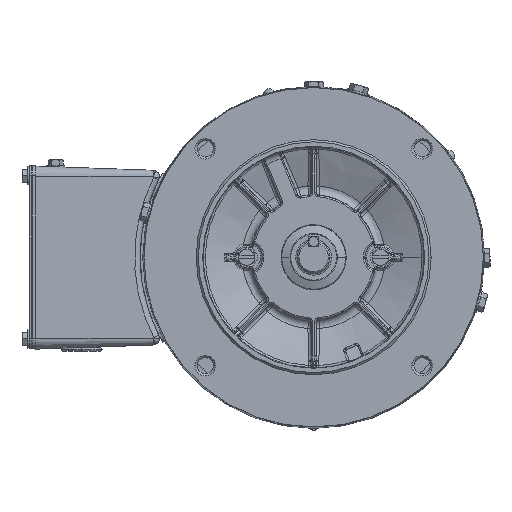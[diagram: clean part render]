
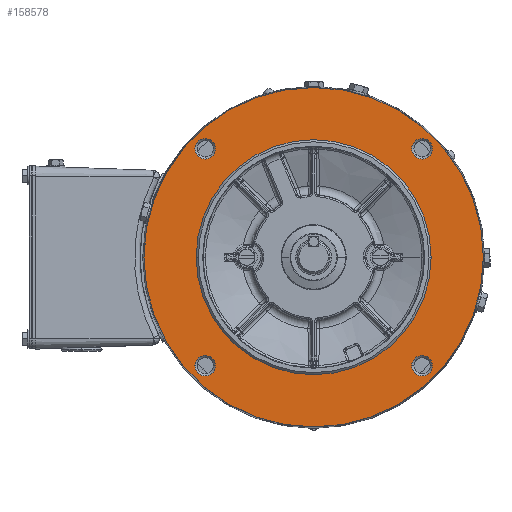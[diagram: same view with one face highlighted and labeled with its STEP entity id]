
A CAD part, top view. The second image highlights one B-rep face of the part: STEP entity #158578.
In plain terms, the highlighted face is planar.
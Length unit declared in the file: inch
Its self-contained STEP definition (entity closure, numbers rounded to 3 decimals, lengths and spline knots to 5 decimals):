
#1599 = CARTESIAN_POINT ( 'NONE',  ( 0., 0., -1.19255 ) ) ;
#2668 = CARTESIAN_POINT ( 'NONE',  ( -2.07713, 2.07713, -1.19255 ) ) ;
#4239 = CARTESIAN_POINT ( 'NONE',  ( -1.88013, -2.07713, -1.19255 ) ) ;
#6774 = VERTEX_POINT ( 'NONE', #4239 ) ;
#7424 = AXIS2_PLACEMENT_3D ( 'NONE', #65281, #84631, #14732 ) ;
#10556 = CIRCLE ( 'NONE', #181404, 0.197 ) ;
#11332 = CARTESIAN_POINT ( 'NONE',  ( -2.07713, 2.27413, -1.19255 ) ) ;
#12161 = FACE_BOUND ( 'NONE', #194663, .T. ) ;
#14732 = DIRECTION ( 'NONE',  ( -1., 0., 0. ) ) ;
#16822 = CARTESIAN_POINT ( 'NONE',  ( -2.07713, 2.07713, -1.19255 ) ) ;
#18567 = DIRECTION ( 'NONE',  ( 0., 0., -1. ) ) ;
#19769 = DIRECTION ( 'NONE',  ( 0., 1., 0. ) ) ;
#22200 = CARTESIAN_POINT ( 'NONE',  ( 0., 0., -1.19255 ) ) ;
#23662 = DIRECTION ( 'NONE',  ( 0., 0., 1. ) ) ;
#25441 = EDGE_LOOP ( 'NONE', ( #160434, #166616 ) ) ;
#28788 = EDGE_CURVE ( 'NONE', #93527, #70368, #136243, .T. ) ;
#32641 = VERTEX_POINT ( 'NONE', #11332 ) ;
#36094 = FACE_BOUND ( 'NONE', #53098, .T. ) ;
#36545 = ORIENTED_EDGE ( 'NONE', *, *, #165310, .F. ) ;
#46952 = EDGE_LOOP ( 'NONE', ( #186425, #99087 ) ) ;
#50310 = DIRECTION ( 'NONE',  ( 0., 0., -1. ) ) ;
#53098 = EDGE_LOOP ( 'NONE', ( #147441, #36545 ) ) ;
#53489 = VERTEX_POINT ( 'NONE', #59443 ) ;
#55421 = VERTEX_POINT ( 'NONE', #112983 ) ;
#55439 = EDGE_CURVE ( 'NONE', #53489, #140682, #72869, .T. ) ;
#56136 = CARTESIAN_POINT ( 'NONE',  ( -2.07713, -2.07713, -1.19255 ) ) ;
#56810 = EDGE_CURVE ( 'NONE', #166225, #168299, #205296, .T. ) ;
#56883 = DIRECTION ( 'NONE',  ( -1., 0., 0. ) ) ;
#59443 = CARTESIAN_POINT ( 'NONE',  ( 2.07713, 1.88013, -1.19255 ) ) ;
#61692 = CARTESIAN_POINT ( 'NONE',  ( 0., 0., -1.19255 ) ) ;
#64976 = DIRECTION ( 'NONE',  ( 0., 1., 0. ) ) ;
#65281 = CARTESIAN_POINT ( 'NONE',  ( 2.07713, -2.07713, -1.19255 ) ) ;
#70368 = VERTEX_POINT ( 'NONE', #157694 ) ;
#70436 = AXIS2_PLACEMENT_3D ( 'NONE', #22200, #23662, #210173 ) ;
#72869 = CIRCLE ( 'NONE', #74251, 0.197 ) ;
#74251 = AXIS2_PLACEMENT_3D ( 'NONE', #180556, #168666, #82543 ) ;
#74340 = CIRCLE ( 'NONE', #103315, 0.197 ) ;
#81335 = FACE_BOUND ( 'NONE', #211191, .T. ) ;
#82543 = DIRECTION ( 'NONE',  ( 0., 1., 0. ) ) ;
#82810 = DIRECTION ( 'NONE',  ( 0., -1., 0. ) ) ;
#83036 = CARTESIAN_POINT ( 'NONE',  ( 2.07713, 2.27413, -1.19255 ) ) ;
#83915 = EDGE_CURVE ( 'NONE', #139185, #55421, #172133, .T. ) ;
#84104 = CIRCLE ( 'NONE', #92682, 0.197 ) ;
#84631 = DIRECTION ( 'NONE',  ( 0., 0., -1. ) ) ;
#86655 = FACE_OUTER_BOUND ( 'NONE', #212808, .T. ) ;
#87132 = DIRECTION ( 'NONE',  ( 0., 0., -1. ) ) ;
#87302 = CARTESIAN_POINT ( 'NONE',  ( -3.25028, 0., -1.19255 ) ) ;
#90481 = CIRCLE ( 'NONE', #207239, 2.25 ) ;
#92682 = AXIS2_PLACEMENT_3D ( 'NONE', #141040, #109009, #141763 ) ;
#93388 = VERTEX_POINT ( 'NONE', #95984 ) ;
#93527 = VERTEX_POINT ( 'NONE', #200763 ) ;
#95984 = CARTESIAN_POINT ( 'NONE',  ( -2.27413, -2.07713, -1.19255 ) ) ;
#96093 = CIRCLE ( 'NONE', #126140, 0.197 ) ;
#98397 = CARTESIAN_POINT ( 'NONE',  ( 2.07713, 2.07713, -1.19255 ) ) ;
#99087 = ORIENTED_EDGE ( 'NONE', *, *, #55439, .F. ) ;
#102980 = EDGE_CURVE ( 'NONE', #6774, #93388, #103775, .T. ) ;
#103315 = AXIS2_PLACEMENT_3D ( 'NONE', #98397, #116996, #64976 ) ;
#103339 = CARTESIAN_POINT ( 'NONE',  ( -2.07713, -2.07713, -1.19255 ) ) ;
#103775 = CIRCLE ( 'NONE', #215652, 0.197 ) ;
#107783 = ORIENTED_EDGE ( 'NONE', *, *, #83915, .F. ) ;
#109009 = DIRECTION ( 'NONE',  ( 0., 0., -1. ) ) ;
#109252 = CARTESIAN_POINT ( 'NONE',  ( 0., -2.25, -1.19255 ) ) ;
#111465 = DIRECTION ( 'NONE',  ( 1., 0., 0. ) ) ;
#112983 = CARTESIAN_POINT ( 'NONE',  ( 3.25028, 0., -1.19255 ) ) ;
#116996 = DIRECTION ( 'NONE',  ( 0., 0., -1. ) ) ;
#118683 = DIRECTION ( 'NONE',  ( 0., 1., 0. ) ) ;
#119494 = EDGE_CURVE ( 'NONE', #140682, #53489, #74340, .T. ) ;
#119860 = DIRECTION ( 'NONE',  ( 0., -1., 0. ) ) ;
#120409 = ORIENTED_EDGE ( 'NONE', *, *, #28788, .F. ) ;
#125871 = EDGE_CURVE ( 'NONE', #93388, #6774, #96093, .T. ) ;
#126140 = AXIS2_PLACEMENT_3D ( 'NONE', #56136, #206241, #56883 ) ;
#131846 = PLANE ( 'NONE',  #181371 ) ;
#131970 = EDGE_CURVE ( 'NONE', #55421, #139185, #166541, .T. ) ;
#136243 = CIRCLE ( 'NONE', #7424, 0.197 ) ;
#139185 = VERTEX_POINT ( 'NONE', #87302 ) ;
#140682 = VERTEX_POINT ( 'NONE', #83036 ) ;
#141040 = CARTESIAN_POINT ( 'NONE',  ( 2.07713, -2.07713, -1.19255 ) ) ;
#141763 = DIRECTION ( 'NONE',  ( -1., 0., 0. ) ) ;
#147441 = ORIENTED_EDGE ( 'NONE', *, *, #180359, .F. ) ;
#151856 = DIRECTION ( 'NONE',  ( 0., 0., 1. ) ) ;
#155068 = DIRECTION ( 'NONE',  ( 0., 0., -1. ) ) ;
#156870 = ORIENTED_EDGE ( 'NONE', *, *, #211998, .F. ) ;
#157694 = CARTESIAN_POINT ( 'NONE',  ( 2.27413, -2.07713, -1.19255 ) ) ;
#158578 = ADVANCED_FACE ( 'NONE', ( #86655, #81335, #36094, #166346, #12161, #200908 ), #131846, .F. ) ;
#160434 = ORIENTED_EDGE ( 'NONE', *, *, #125871, .F. ) ;
#164168 = DIRECTION ( 'NONE',  ( 0., 0., 1. ) ) ;
#164271 = DIRECTION ( 'NONE',  ( 0., -1., 0. ) ) ;
#165310 = EDGE_CURVE ( 'NONE', #195907, #32641, #10556, .T. ) ;
#165314 = ORIENTED_EDGE ( 'NONE', *, *, #131970, .F. ) ;
#165950 = CARTESIAN_POINT ( 'NONE',  ( -2.07713, 1.88013, -1.19255 ) ) ;
#166225 = VERTEX_POINT ( 'NONE', #215819 ) ;
#166346 = FACE_BOUND ( 'NONE', #25441, .T. ) ;
#166541 = CIRCLE ( 'NONE', #70436, 3.25028 ) ;
#166565 = AXIS2_PLACEMENT_3D ( 'NONE', #2668, #155068, #19769 ) ;
#166616 = ORIENTED_EDGE ( 'NONE', *, *, #102980, .F. ) ;
#168299 = VERTEX_POINT ( 'NONE', #109252 ) ;
#168381 = ORIENTED_EDGE ( 'NONE', *, *, #185423, .F. ) ;
#168666 = DIRECTION ( 'NONE',  ( 0., 0., -1. ) ) ;
#171619 = DIRECTION ( 'NONE',  ( -1., 0., 0. ) ) ;
#172133 = CIRCLE ( 'NONE', #187396, 3.25028 ) ;
#175441 = AXIS2_PLACEMENT_3D ( 'NONE', #1599, #87132, #119860 ) ;
#180359 = EDGE_CURVE ( 'NONE', #32641, #195907, #201442, .T. ) ;
#180556 = CARTESIAN_POINT ( 'NONE',  ( 2.07713, 2.07713, -1.19255 ) ) ;
#181371 = AXIS2_PLACEMENT_3D ( 'NONE', #183041, #151856, #82810 ) ;
#181404 = AXIS2_PLACEMENT_3D ( 'NONE', #16822, #50310, #118683 ) ;
#182682 = ORIENTED_EDGE ( 'NONE', *, *, #56810, .F. ) ;
#183041 = CARTESIAN_POINT ( 'NONE',  ( 0., 0., -1.19255 ) ) ;
#183554 = CARTESIAN_POINT ( 'NONE',  ( 0., 0., -1.19255 ) ) ;
#185423 = EDGE_CURVE ( 'NONE', #168299, #166225, #90481, .T. ) ;
#186425 = ORIENTED_EDGE ( 'NONE', *, *, #119494, .F. ) ;
#187396 = AXIS2_PLACEMENT_3D ( 'NONE', #61692, #164168, #111465 ) ;
#194663 = EDGE_LOOP ( 'NONE', ( #120409, #156870 ) ) ;
#195907 = VERTEX_POINT ( 'NONE', #165950 ) ;
#200763 = CARTESIAN_POINT ( 'NONE',  ( 1.88013, -2.07713, -1.19255 ) ) ;
#200908 = FACE_BOUND ( 'NONE', #46952, .T. ) ;
#201442 = CIRCLE ( 'NONE', #166565, 0.197 ) ;
#205296 = CIRCLE ( 'NONE', #175441, 2.25 ) ;
#206241 = DIRECTION ( 'NONE',  ( 0., 0., -1. ) ) ;
#207239 = AXIS2_PLACEMENT_3D ( 'NONE', #183554, #214852, #164271 ) ;
#210173 = DIRECTION ( 'NONE',  ( 1., 0., 0. ) ) ;
#211191 = EDGE_LOOP ( 'NONE', ( #168381, #182682 ) ) ;
#211998 = EDGE_CURVE ( 'NONE', #70368, #93527, #84104, .T. ) ;
#212808 = EDGE_LOOP ( 'NONE', ( #165314, #107783 ) ) ;
#214852 = DIRECTION ( 'NONE',  ( 0., 0., -1. ) ) ;
#215652 = AXIS2_PLACEMENT_3D ( 'NONE', #103339, #18567, #171619 ) ;
#215819 = CARTESIAN_POINT ( 'NONE',  ( 0., 2.25, -1.19255 ) ) ;
